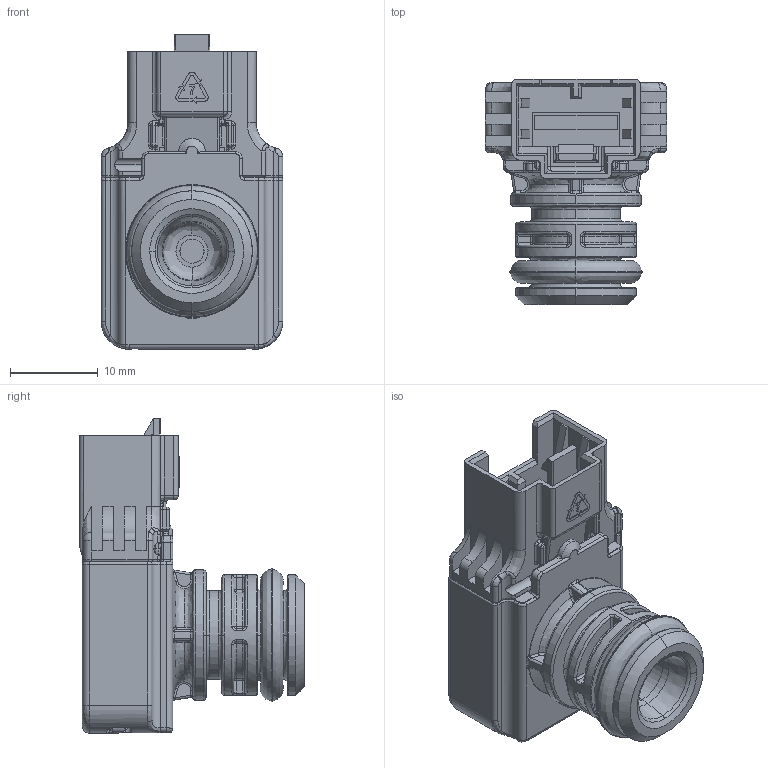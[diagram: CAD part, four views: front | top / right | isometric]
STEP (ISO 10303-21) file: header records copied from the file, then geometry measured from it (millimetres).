
FILE_DESCRIPTION (( 'STEP AP203' ), '1' );
FILE_NAME ('116CP21-M04S2-50.STEP', '2018-08-31T15:25:11', ( 'Sensata User' ), ( 'Sensata Technologies' ), 'SwSTEP 2.0', 'SolidWorks 2015', '' );
FILE_SCHEMA (( 'CONFIG_CONTROL_DESIGN' ));
Products named in the file (2): 116CP21-M04S2-50
Bounding box: 20.69 x 25.61 x 35.8 mm (x, y, z)
Volume: 6333.4 mm3; surface area: 4973.3 mm2
Topology: 1 solids, 1 shells, 1159 faces, 2988 edges, 1813 vertices
Faces by surface type: plane 497, cylinder 317, bspline 295, sphere 37, cone 13
Entity records: 51271 total; most frequent: CARTESIAN_POINT 26603, ORIENTED_EDGE 5876, DIRECTION 3941, EDGE_CURVE 2938, VERTEX_POINT 1808, VECTOR 1451, LINE 1451, AXIS2_PLACEMENT_3D 1245
